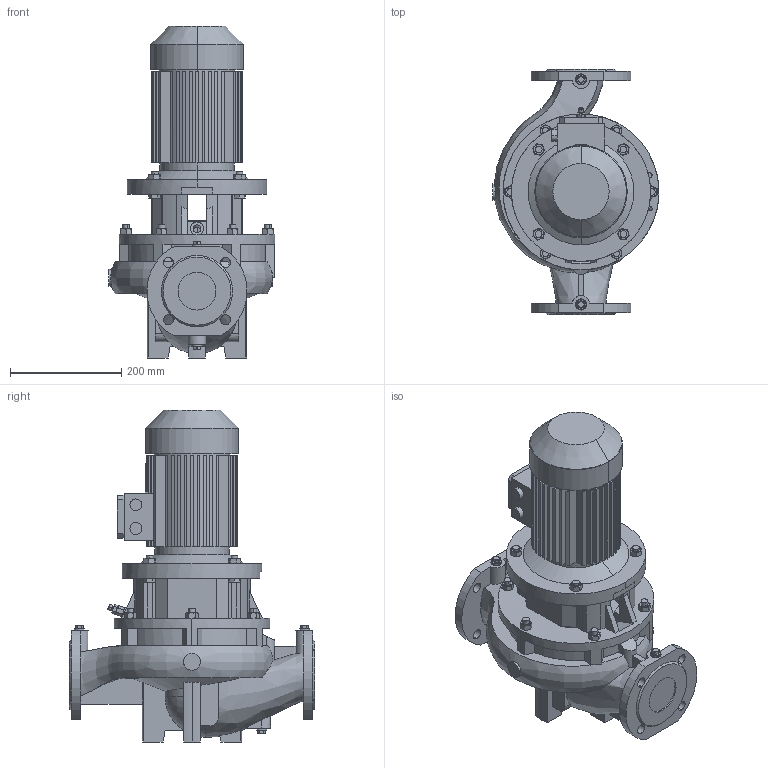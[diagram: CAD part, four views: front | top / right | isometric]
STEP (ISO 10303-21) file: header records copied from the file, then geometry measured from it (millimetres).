
FILE_DESCRIPTION (( 'STEP AP203' ), '1' );
FILE_NAME ('枅-313-000-313-012-01-43.step', '2025-02-11T17:07:38', ( 'adb' ), ( '' ), 'SwSTEP 2.0', 'SolidWorks 2016', '' );
FILE_SCHEMA (( 'CONFIG_CONTROL_DESIGN' ));
Length unit declared in the file: millimetre
Products named in the file (1): 枅-313-000-313-012-01-43
Bounding box: 298 x 440 x 596 mm (x, y, z)
Volume: 14283265.8 mm3; surface area: 1323346.7 mm2
Topology: 8 solids, 20 shells, 940 faces, 2435 edges, 1597 vertices
Faces by surface type: plane 501, cylinder 329, cone 95, bspline 12, sphere 3
Entity records: 34628 total; most frequent: CARTESIAN_POINT 11347, ORIENTED_EDGE 4866, DIRECTION 4817, EDGE_CURVE 2433, AXIS2_PLACEMENT_3D 1786, VERTEX_POINT 1597, VECTOR 1245, LINE 1245
